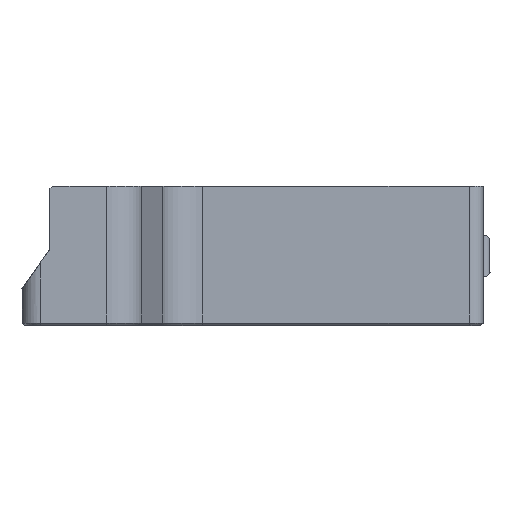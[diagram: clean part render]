
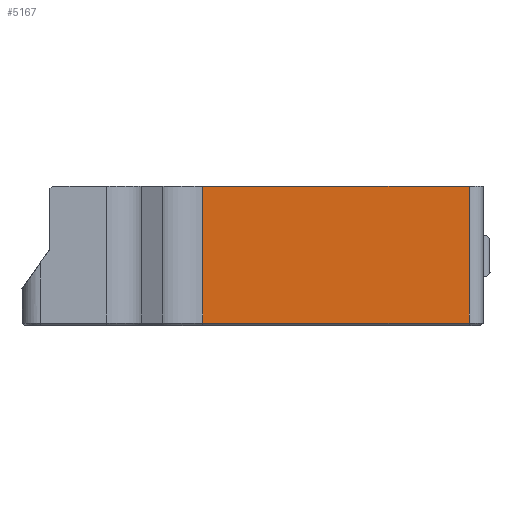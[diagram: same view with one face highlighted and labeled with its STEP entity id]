
A CAD part, left-side view. The second image highlights one B-rep face of the part: STEP entity #5167.
In plain terms, the highlighted planar face has unit normal (-1, 0, 0).
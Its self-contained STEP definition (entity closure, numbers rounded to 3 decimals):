
#460=FACE_OUTER_BOUND('',#805,.T.);
#805=EDGE_LOOP('',(#4332,#4333,#4334,#4335));
#1157=LINE('',#7534,#1638);
#1416=LINE('',#9348,#1897);
#1417=LINE('',#9351,#1898);
#1418=LINE('',#9352,#1899);
#1638=VECTOR('',#5967,10.);
#1897=VECTOR('',#6932,1.);
#1898=VECTOR('',#6935,10.);
#1899=VECTOR('',#6936,1.);
#2124=VERTEX_POINT('',#7531);
#2125=VERTEX_POINT('',#7533);
#2418=VERTEX_POINT('',#9346);
#2419=VERTEX_POINT('',#9350);
#2639=EDGE_CURVE('',#2125,#2124,#1157,.T.);
#3087=EDGE_CURVE('',#2418,#2125,#1416,.T.);
#3088=EDGE_CURVE('',#2418,#2419,#1417,.T.);
#3089=EDGE_CURVE('',#2419,#2124,#1418,.T.);
#4332=ORIENTED_EDGE('',*,*,#3088,.F.);
#4333=ORIENTED_EDGE('',*,*,#3087,.T.);
#4334=ORIENTED_EDGE('',*,*,#2639,.T.);
#4335=ORIENTED_EDGE('',*,*,#3089,.F.);
#4904=PLANE('',#5670);
#5167=ADVANCED_FACE('',(#460),#4904,.T.);
#5670=AXIS2_PLACEMENT_3D('',#9349,#6933,#6934);
#5967=DIRECTION('',(0.,1.,0.));
#6932=DIRECTION('',(0.,0.,1.));
#6933=DIRECTION('center_axis',(-1.,0.,0.));
#6934=DIRECTION('ref_axis',(0.,1.,0.));
#6935=DIRECTION('',(0.,1.,0.));
#6936=DIRECTION('',(0.,0.,1.));
#7531=CARTESIAN_POINT('',(-151.473,-215.87,-220.314));
#7533=CARTESIAN_POINT('',(-151.473,-253.972,-220.314));
#7534=CARTESIAN_POINT('',(-151.473,-224.472,-220.314));
#9346=CARTESIAN_POINT('',(-151.473,-253.972,-239.914));
#9348=CARTESIAN_POINT('',(-151.473,-253.972,-241.314));
#9349=CARTESIAN_POINT('Origin',(-151.473,-253.972,-261.314));
#9350=CARTESIAN_POINT('',(-151.473,-215.87,-239.914));
#9351=CARTESIAN_POINT('',(-151.473,-237.579,-239.914));
#9352=CARTESIAN_POINT('',(-151.473,-215.87,-241.314));
